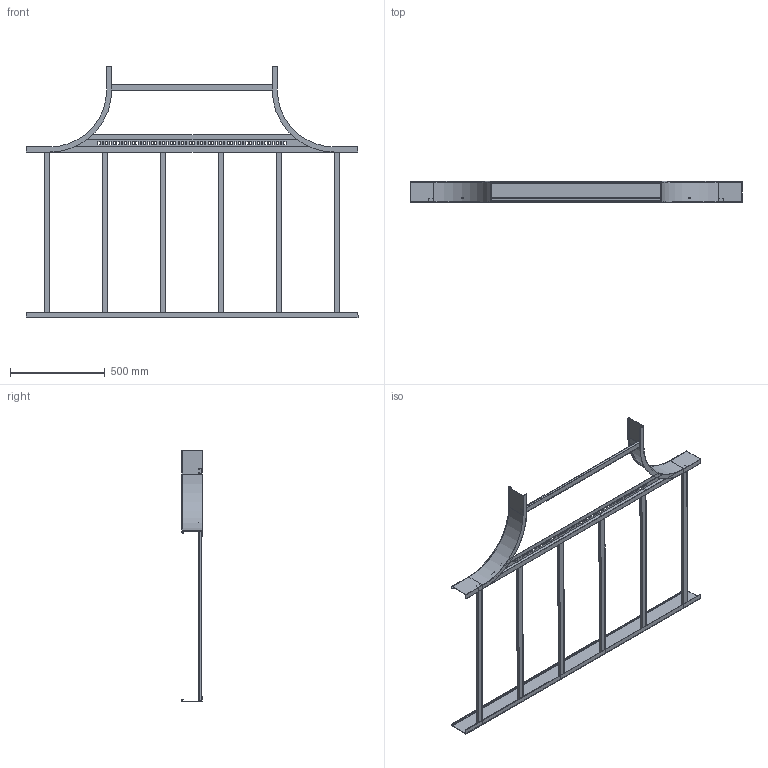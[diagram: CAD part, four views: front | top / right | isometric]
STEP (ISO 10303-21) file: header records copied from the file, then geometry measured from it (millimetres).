
FILE_DESCRIPTION (( 'STEP AP214' ), '1' );
FILE_NAME ('6225366.STP', '2017-03-24T08:08:17', ( '' ), ( '' ), 'SwSTEP 2.0', 'SolidWorks 2016', '' );
FILE_SCHEMA (( 'AUTOMOTIVE_DESIGN' ));
Length unit declared in the file: millimetre
Products named in the file (5): 087829_Gegenholm 110x1750; 082108_L893; 085502_St》zprofil f〉 R300 NB900; 087827_Innenholm 110xR300; 6225366
Assembly tree (11 placements, depth 2):
  6225366
    087827_Innenholm 110xR300  x2
    085502_St》zprofil f〉 R300 NB900
    082108_L893  x7
    087829_Gegenholm 110x1750
Bounding box: 1750 x 110 x 1325 mm (x, y, z)
Volume: 2078017.9 mm3; surface area: 2131075.5 mm2
Topology: 11 solids, 11 shells, 534 faces, 1488 edges, 976 vertices
Faces by surface type: plane 496, cylinder 26, bspline 8, torus 4
Entity records: 11504 total; most frequent: CARTESIAN_POINT 2868, ORIENTED_EDGE 1804, DIRECTION 1552, EDGE_CURVE 902, VECTOR 836, LINE 836, VERTEX_POINT 592, EDGE_LOOP 418
